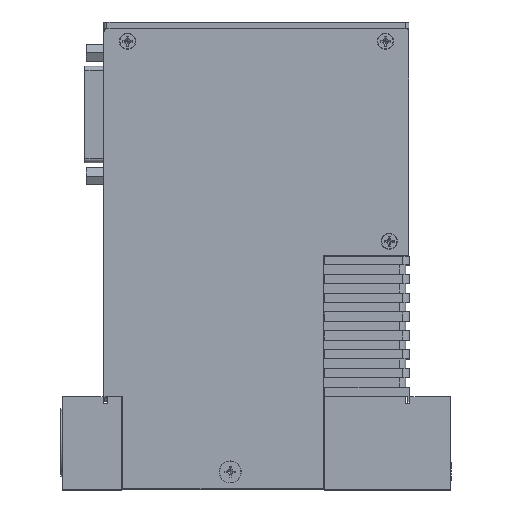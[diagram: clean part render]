
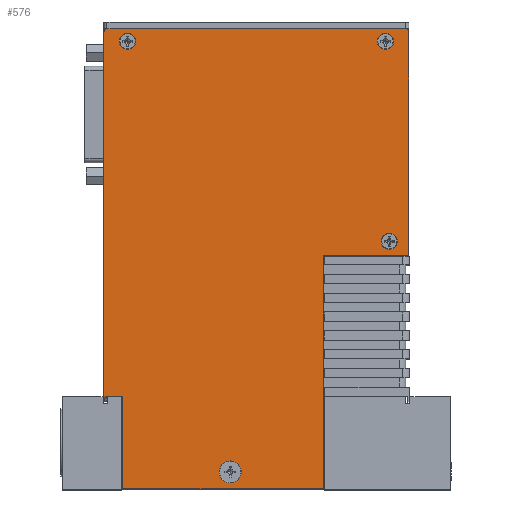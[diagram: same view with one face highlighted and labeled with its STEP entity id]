
A CAD part, top view. The second image highlights one B-rep face of the part: STEP entity #576.
In plain terms, the highlighted planar face has unit normal (0, 0, 1).
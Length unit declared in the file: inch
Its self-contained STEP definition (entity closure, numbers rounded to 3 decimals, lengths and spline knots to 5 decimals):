
#14=DIRECTION('',(1.,0.,0.));
#15=VECTOR('',#14,3.17);
#16=CARTESIAN_POINT('',(0.035,3.91,0.));
#17=LINE('',#16,#15);
#26=CARTESIAN_POINT('',(2.99,3.775,0.));
#27=DIRECTION('',(0.,0.,1.));
#28=DIRECTION('',(-1.,0.,0.));
#29=AXIS2_PLACEMENT_3D('',#26,#27,#28);
#31=CARTESIAN_POINT('',(2.99,3.775,0.));
#32=DIRECTION('',(0.,0.,1.));
#33=DIRECTION('',(1.,0.,0.));
#34=AXIS2_PLACEMENT_3D('',#31,#32,#33);
#36=CARTESIAN_POINT('',(1.34,-0.8,0.));
#37=DIRECTION('',(0.,0.,1.));
#38=DIRECTION('',(-1.,0.,0.));
#39=AXIS2_PLACEMENT_3D('',#36,#37,#38);
#41=CARTESIAN_POINT('',(1.34,-0.8,0.));
#42=DIRECTION('',(0.,0.,1.));
#43=DIRECTION('',(1.,0.,0.));
#44=AXIS2_PLACEMENT_3D('',#41,#42,#43);
#46=CARTESIAN_POINT('',(0.25,3.775,0.));
#47=DIRECTION('',(0.,0.,1.));
#48=DIRECTION('',(-1.,0.,0.));
#49=AXIS2_PLACEMENT_3D('',#46,#47,#48);
#51=CARTESIAN_POINT('',(0.25,3.775,0.));
#52=DIRECTION('',(0.,0.,1.));
#53=DIRECTION('',(1.,0.,0.));
#54=AXIS2_PLACEMENT_3D('',#51,#52,#53);
#56=CARTESIAN_POINT('',(3.03,1.65,0.));
#57=DIRECTION('',(0.,0.,1.));
#58=DIRECTION('',(-1.,0.,0.));
#59=AXIS2_PLACEMENT_3D('',#56,#57,#58);
#61=CARTESIAN_POINT('',(3.03,1.65,0.));
#62=DIRECTION('',(0.,0.,1.));
#63=DIRECTION('',(1.,0.,0.));
#64=AXIS2_PLACEMENT_3D('',#61,#62,#63);
#66=DIRECTION('',(0.,1.,0.));
#67=VECTOR('',#66,0.975);
#68=CARTESIAN_POINT('',(0.2,-0.98,0.));
#69=LINE('',#68,#67);
#70=DIRECTION('',(0.,1.,0.));
#71=VECTOR('',#70,3.875);
#72=CARTESIAN_POINT('',(0.,0.,0.));
#73=LINE('',#72,#71);
#74=CARTESIAN_POINT('',(0.035,3.875,0.));
#75=DIRECTION('',(0.,0.,1.));
#76=DIRECTION('',(0.,1.,0.));
#77=AXIS2_PLACEMENT_3D('',#74,#75,#76);
#79=CARTESIAN_POINT('',(3.205,3.875,0.));
#80=DIRECTION('',(0.,0.,1.));
#81=DIRECTION('',(1.,0.,0.));
#82=AXIS2_PLACEMENT_3D('',#79,#80,#81);
#84=DIRECTION('',(-1.,0.,0.));
#85=VECTOR('',#84,0.905);
#86=CARTESIAN_POINT('',(3.24,1.5,0.));
#87=LINE('',#86,#85);
#88=DIRECTION('',(-1.,0.,0.));
#89=VECTOR('',#88,2.13);
#90=CARTESIAN_POINT('',(2.33,-0.98,0.));
#91=LINE('',#90,#89);
#218=DIRECTION('',(1.,0.,0.));
#219=VECTOR('',#218,0.195);
#220=CARTESIAN_POINT('',(0.,0.,0.));
#221=LINE('',#220,#219);
#222=CARTESIAN_POINT('',(0.195,-0.005,0.));
#223=DIRECTION('',(0.,0.,-1.));
#224=DIRECTION('',(0.,1.,0.));
#225=AXIS2_PLACEMENT_3D('',#222,#223,#224);
#252=DIRECTION('',(0.,1.,0.));
#253=VECTOR('',#252,2.475);
#254=CARTESIAN_POINT('',(2.33,-0.98,0.));
#255=LINE('',#254,#253);
#256=CARTESIAN_POINT('',(2.335,1.495,0.));
#257=DIRECTION('',(0.,0.,-1.));
#258=DIRECTION('',(-1.,0.,0.));
#259=AXIS2_PLACEMENT_3D('',#256,#257,#258);
#274=DIRECTION('',(0.,1.,0.));
#275=VECTOR('',#274,2.375);
#276=CARTESIAN_POINT('',(3.24,1.5,0.));
#277=LINE('',#276,#275);
#367=CARTESIAN_POINT('',(0.,0.,0.));
#369=VERTEX_POINT('',#367);
#370=CARTESIAN_POINT('',(2.33,-0.98,0.));
#371=CARTESIAN_POINT('',(0.2,-0.98,0.));
#372=VERTEX_POINT('',#370);
#373=VERTEX_POINT('',#371);
#379=CARTESIAN_POINT('',(0.,3.875,0.));
#381=VERTEX_POINT('',#379);
#384=CARTESIAN_POINT('',(0.035,3.91,0.));
#385=VERTEX_POINT('',#384);
#386=CARTESIAN_POINT('',(3.24,3.875,0.));
#388=VERTEX_POINT('',#386);
#390=CARTESIAN_POINT('',(3.205,3.91,0.));
#391=VERTEX_POINT('',#390);
#394=CARTESIAN_POINT('',(1.2225,-0.8,0.));
#395=CARTESIAN_POINT('',(1.4575,-0.8,0.));
#396=VERTEX_POINT('',#394);
#397=VERTEX_POINT('',#395);
#402=CARTESIAN_POINT('',(0.164,3.775,0.));
#403=CARTESIAN_POINT('',(0.336,3.775,0.));
#404=VERTEX_POINT('',#402);
#405=VERTEX_POINT('',#403);
#410=CARTESIAN_POINT('',(2.904,3.775,0.));
#411=CARTESIAN_POINT('',(3.076,3.775,0.));
#412=VERTEX_POINT('',#410);
#413=VERTEX_POINT('',#411);
#418=CARTESIAN_POINT('',(3.24,1.5,0.));
#420=VERTEX_POINT('',#418);
#422=CARTESIAN_POINT('',(2.335,1.5,0.));
#423=VERTEX_POINT('',#422);
#426=CARTESIAN_POINT('',(2.33,1.495,0.));
#427=VERTEX_POINT('',#426);
#430=CARTESIAN_POINT('',(2.944,1.65,0.));
#431=CARTESIAN_POINT('',(3.116,1.65,0.));
#432=VERTEX_POINT('',#430);
#433=VERTEX_POINT('',#431);
#438=CARTESIAN_POINT('',(0.195,0.,0.));
#440=VERTEX_POINT('',#438);
#442=CARTESIAN_POINT('',(0.2,-0.005,0.));
#444=VERTEX_POINT('',#442);
#524=CARTESIAN_POINT('',(0.,0.,0.));
#525=DIRECTION('',(0.,0.,1.));
#526=DIRECTION('',(1.,0.,0.));
#527=AXIS2_PLACEMENT_3D('',#524,#525,#526);
#528=PLANE('',#527);
#530=ORIENTED_EDGE('',*,*,#529,.T.);
#532=ORIENTED_EDGE('',*,*,#531,.F.);
#534=ORIENTED_EDGE('',*,*,#533,.F.);
#535=ORIENTED_EDGE('',*,*,#515,.T.);
#536=ORIENTED_EDGE('',*,*,#504,.F.);
#537=ORIENTED_EDGE('',*,*,#489,.T.);
#539=ORIENTED_EDGE('',*,*,#538,.F.);
#541=ORIENTED_EDGE('',*,*,#540,.F.);
#543=ORIENTED_EDGE('',*,*,#542,.T.);
#545=ORIENTED_EDGE('',*,*,#544,.F.);
#547=ORIENTED_EDGE('',*,*,#546,.F.);
#549=ORIENTED_EDGE('',*,*,#548,.T.);
#550=EDGE_LOOP('',(#530,#532,#534,#535,#536,#537,#539,#541,#543,#545,#547,
#549));
#551=FACE_OUTER_BOUND('',#550,.F.);
#553=ORIENTED_EDGE('',*,*,#552,.T.);
#555=ORIENTED_EDGE('',*,*,#554,.T.);
#556=EDGE_LOOP('',(#553,#555));
#557=FACE_BOUND('',#556,.F.);
#559=ORIENTED_EDGE('',*,*,#558,.T.);
#561=ORIENTED_EDGE('',*,*,#560,.T.);
#562=EDGE_LOOP('',(#559,#561));
#563=FACE_BOUND('',#562,.F.);
#565=ORIENTED_EDGE('',*,*,#564,.T.);
#567=ORIENTED_EDGE('',*,*,#566,.T.);
#568=EDGE_LOOP('',(#565,#567));
#569=FACE_BOUND('',#568,.F.);
#571=ORIENTED_EDGE('',*,*,#570,.T.);
#573=ORIENTED_EDGE('',*,*,#572,.T.);
#574=EDGE_LOOP('',(#571,#573));
#575=FACE_BOUND('',#574,.F.);
#576=ADVANCED_FACE('',(#551,#557,#563,#569,#575),#528,.T.);
#30=CIRCLE('',#29,0.086);
#35=CIRCLE('',#34,0.086);
#40=CIRCLE('',#39,0.1175);
#45=CIRCLE('',#44,0.1175);
#50=CIRCLE('',#49,0.086);
#55=CIRCLE('',#54,0.086);
#60=CIRCLE('',#59,0.086);
#65=CIRCLE('',#64,0.086);
#78=CIRCLE('',#77,0.035);
#83=CIRCLE('',#82,0.035);
#226=CIRCLE('',#225,0.005);
#260=CIRCLE('',#259,0.005);
#489=EDGE_CURVE('',#385,#391,#17,.T.);
#504=EDGE_CURVE('',#385,#381,#78,.T.);
#515=EDGE_CURVE('',#369,#381,#73,.T.);
#529=EDGE_CURVE('',#373,#444,#69,.T.);
#531=EDGE_CURVE('',#440,#444,#226,.T.);
#533=EDGE_CURVE('',#369,#440,#221,.T.);
#538=EDGE_CURVE('',#388,#391,#83,.T.);
#540=EDGE_CURVE('',#420,#388,#277,.T.);
#542=EDGE_CURVE('',#420,#423,#87,.T.);
#544=EDGE_CURVE('',#427,#423,#260,.T.);
#546=EDGE_CURVE('',#372,#427,#255,.T.);
#548=EDGE_CURVE('',#372,#373,#91,.T.);
#552=EDGE_CURVE('',#412,#413,#30,.T.);
#554=EDGE_CURVE('',#413,#412,#35,.T.);
#558=EDGE_CURVE('',#396,#397,#40,.T.);
#560=EDGE_CURVE('',#397,#396,#45,.T.);
#564=EDGE_CURVE('',#404,#405,#50,.T.);
#566=EDGE_CURVE('',#405,#404,#55,.T.);
#570=EDGE_CURVE('',#432,#433,#60,.T.);
#572=EDGE_CURVE('',#433,#432,#65,.T.);
